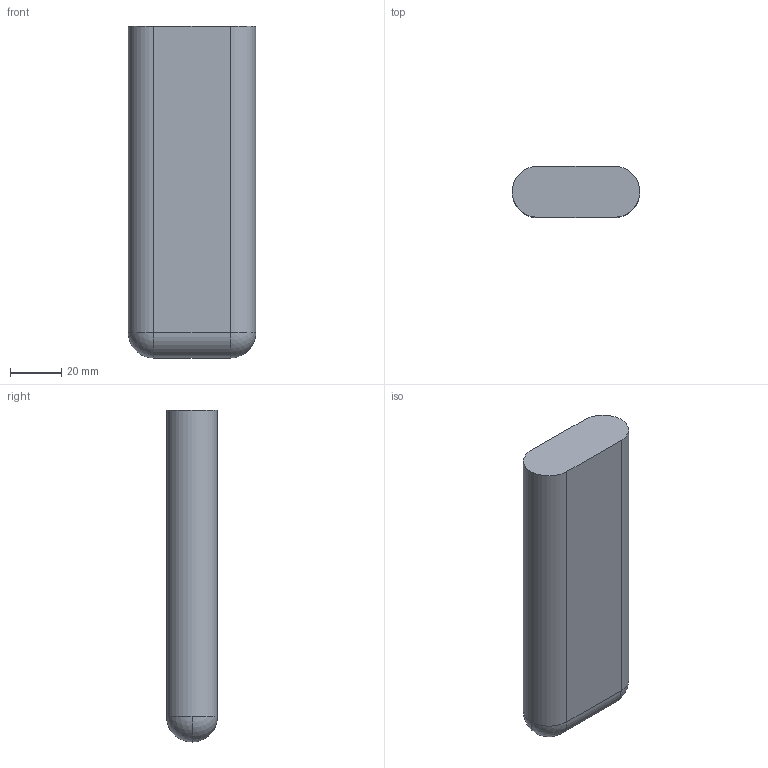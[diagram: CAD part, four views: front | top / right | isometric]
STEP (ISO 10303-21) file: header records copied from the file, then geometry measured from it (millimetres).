
FILE_DESCRIPTION((''),'2;1');
FILE_NAME('R_HAND','2019-07-19T12:28:31',('joelb'),(''),'CREO PARAMETRIC BY PTC INC, 2017260','CREO PARAMETRIC BY PTC INC, 2017260','');
FILE_SCHEMA(('CONFIG_CONTROL_DESIGN'));
Length unit declared in the file: metre
Products named in the file (1): R_HAND
Bounding box: 50 x 20 x 130 mm (x, y, z)
Volume: 116505.9 mm3; surface area: 17224.8 mm2
Topology: 1 solids, 1 shells, 10 faces, 20 edges, 12 vertices
Faces by surface type: sphere 4, plane 3, cylinder 3
Entity records: 307 total; most frequent: DIRECTION 50, CARTESIAN_POINT 50, ORIENTED_EDGE 40, AXIS2_PLACEMENT_3D 21, EDGE_CURVE 20, VERTEX_POINT 12, CIRCLE 11, EDGE_LOOP 10
